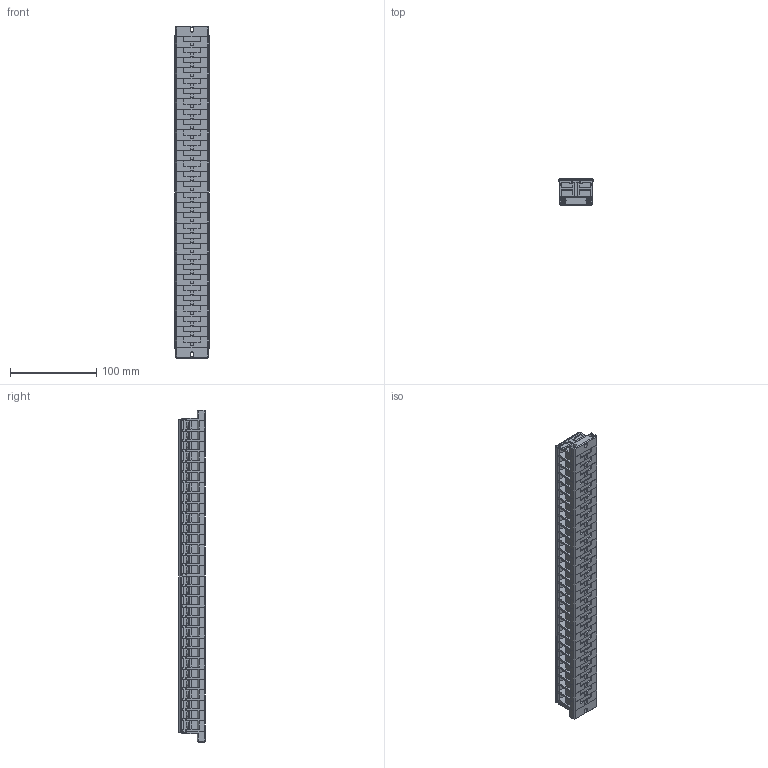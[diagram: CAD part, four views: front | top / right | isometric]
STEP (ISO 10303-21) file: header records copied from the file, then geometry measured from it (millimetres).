
FILE_DESCRIPTION (( 'STEP AP203' ), '1' );
FILE_NAME ('BTB30C30_rev0.0.STEP', '2021-10-20T00:15:55', ( '' ), ( '' ), 'SwSTEP 2.0', 'SolidWorks 2019', '' );
FILE_SCHEMA (( 'CONFIG_CONTROL_DESIGN' ));
Length unit declared in the file: millimetre
Products named in the file (7): BTB30-END-BOARD_蹬怮椔; BTB30-BODY; HEXAGON-NUT(M3.5)_蹬怮椔; BTB30-SHAFT-SCW-M3.5-4P; TB30-30_蹬怮椔; BTB30C30_rev0.0; BTB30-TERM-CV-30_蹬怮椔
Assembly tree (38 placements, depth 2):
  BTB30C30_rev0.0
    BTB30-BODY  x30
    BTB30-END-BOARD_蹬怮椔  x2
    BTB30-SHAFT-SCW-M3.5-4P  x2
    HEXAGON-NUT(M3.5)_蹬怮椔  x2
    TB30-30_蹬怮椔
    BTB30-TERM-CV-30_蹬怮椔
Bounding box: 40.2 x 31 x 385 mm (x, y, z)
Volume: 292125.5 mm3; surface area: 175945.4 mm2
Topology: 38 solids, 38 shells, 3005 faces, 8137 edges, 5338 vertices
Faces by surface type: plane 2598, cylinder 249, torus 120, cone 20, bspline 18
Entity records: 10256 total; most frequent: CARTESIAN_POINT 1865, ORIENTED_EDGE 1446, DIRECTION 1344, EDGE_CURVE 723, LINE 562, VECTOR 562, VERTEX_POINT 476, AXIS2_PLACEMENT_3D 391
